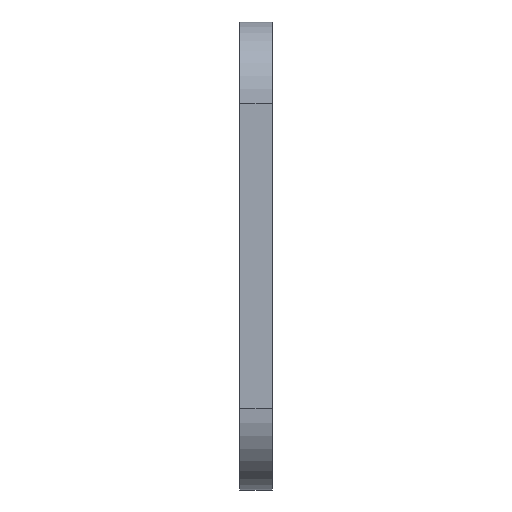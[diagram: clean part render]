
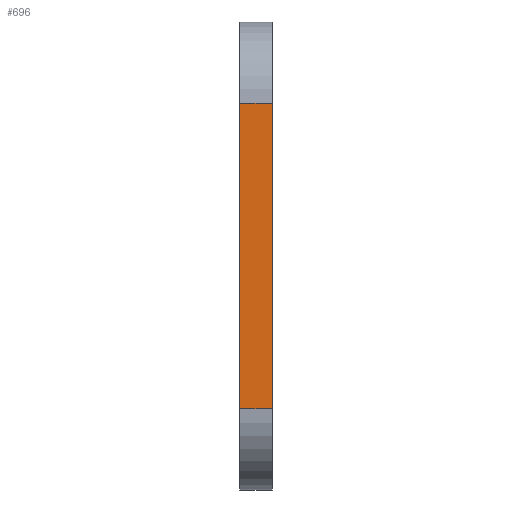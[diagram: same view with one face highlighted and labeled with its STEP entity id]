
A CAD part, left-side view. The second image highlights one B-rep face of the part: STEP entity #696.
In plain terms, the highlighted planar face has unit normal (-1, 0, 0).
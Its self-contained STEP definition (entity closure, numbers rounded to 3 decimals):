
#42 = VERTEX_POINT ( 'NONE', #107 ) ;
#57 = ORIENTED_EDGE ( 'NONE', *, *, #520, .T. ) ;
#74 = ORIENTED_EDGE ( 'NONE', *, *, #846, .T. ) ;
#95 = FACE_OUTER_BOUND ( 'NONE', #443, .T. ) ;
#107 = CARTESIAN_POINT ( 'NONE',  ( 0., 0., -10. ) ) ;
#115 = DIRECTION ( 'NONE',  ( 0., 0., 1. ) ) ;
#170 = EDGE_CURVE ( 'NONE', #42, #463, #304, .T. ) ;
#179 = LINE ( 'NONE', #382, #730 ) ;
#183 = DIRECTION ( 'NONE',  ( 0., 0., 1. ) ) ;
#215 = DIRECTION ( 'NONE',  ( 0., -1., 0. ) ) ;
#220 = DIRECTION ( 'NONE',  ( 1., 0., 0. ) ) ;
#235 = ORIENTED_EDGE ( 'NONE', *, *, #510, .F. ) ;
#252 = DIRECTION ( 'NONE',  ( 0., 1., 0. ) ) ;
#281 = CARTESIAN_POINT ( 'NONE',  ( 0., 4., -47.5 ) ) ;
#304 = LINE ( 'NONE', #786, #793 ) ;
#331 = LINE ( 'NONE', #595, #812 ) ;
#382 = CARTESIAN_POINT ( 'NONE',  ( 0., 4., 0. ) ) ;
#407 = VERTEX_POINT ( 'NONE', #281 ) ;
#443 = EDGE_LOOP ( 'NONE', ( #57, #535, #235, #74 ) ) ;
#463 = VERTEX_POINT ( 'NONE', #587 ) ;
#467 = VERTEX_POINT ( 'NONE', #788 ) ;
#480 = CARTESIAN_POINT ( 'NONE',  ( 0., 4., 0. ) ) ;
#510 = EDGE_CURVE ( 'NONE', #407, #463, #179, .T. ) ;
#520 = EDGE_CURVE ( 'NONE', #467, #42, #840, .T. ) ;
#535 = ORIENTED_EDGE ( 'NONE', *, *, #170, .T. ) ;
#550 = VECTOR ( 'NONE', #115, 1000. ) ;
#583 = AXIS2_PLACEMENT_3D ( 'NONE', #480, #220, #751 ) ;
#587 = CARTESIAN_POINT ( 'NONE',  ( 0., 4., -10. ) ) ;
#595 = CARTESIAN_POINT ( 'NONE',  ( 0., 4., -47.5 ) ) ;
#696 = ADVANCED_FACE ( 'NONE', ( #95 ), #817, .F. ) ;
#730 = VECTOR ( 'NONE', #183, 1000. ) ;
#751 = DIRECTION ( 'NONE',  ( 0., 0., -1. ) ) ;
#786 = CARTESIAN_POINT ( 'NONE',  ( 0., 4., -10. ) ) ;
#788 = CARTESIAN_POINT ( 'NONE',  ( 0., 0., -47.5 ) ) ;
#791 = CARTESIAN_POINT ( 'NONE',  ( 0., 0., 0. ) ) ;
#793 = VECTOR ( 'NONE', #252, 1000. ) ;
#812 = VECTOR ( 'NONE', #215, 1000. ) ;
#817 = PLANE ( 'NONE',  #583 ) ;
#840 = LINE ( 'NONE', #791, #550 ) ;
#846 = EDGE_CURVE ( 'NONE', #407, #467, #331, .T. ) ;
